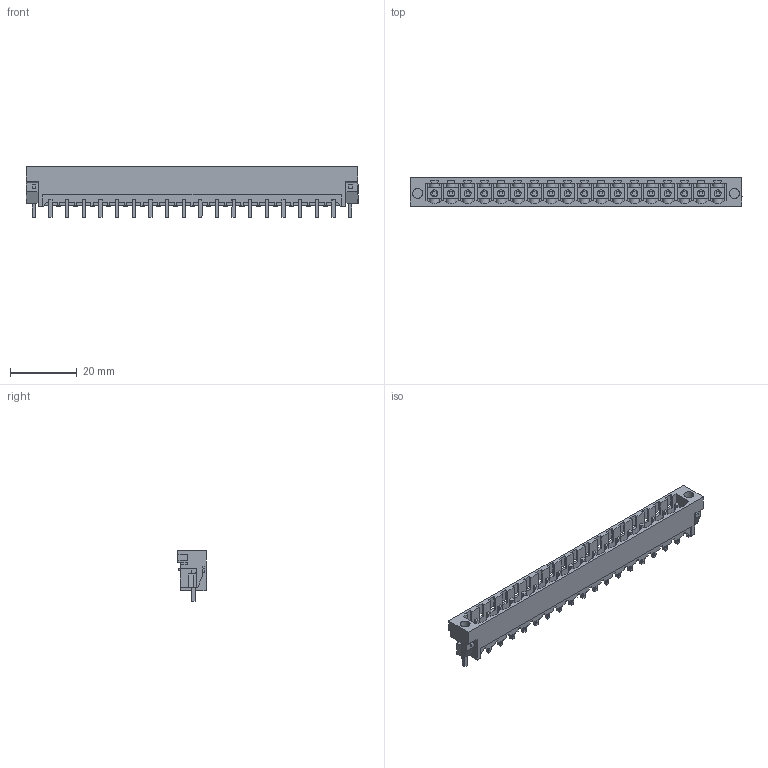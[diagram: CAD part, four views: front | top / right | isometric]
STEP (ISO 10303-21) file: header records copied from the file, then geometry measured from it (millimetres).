
FILE_DESCRIPTION(('CATIA V5 STEP Exchange','CAx-IF Rec.Pracs.--- Model Styling and Organization---1.2---2011-12-15'),'2;1');
FILE_NAME ('D1457172_0_1841550000_1841550000.stp','2018-04-12T04:48:07+00:00',('none'),('Weidmueller'),'CATIA Version 5-6 Release 2014','CATIA V5 STEP AP214','none');
FILE_SCHEMA(('AUTOMOTIVE_DESIGN { 1 0 10303 214 1 1 1 1 }'));
Length unit declared in the file: millimetre
Products named in the file (1): 1841550000
Bounding box: 99.6 x 8.43 x 15.2 mm (x, y, z)
Volume: 3728.4 mm3; surface area: 8660.4 mm2
Topology: 21 solids, 21 shells, 1214 faces, 3627 edges, 2421 vertices
Faces by surface type: plane 1018, cylinder 196
Entity records: 38250 total; most frequent: CARTESIAN_POINT 7809, ORIENTED_EDGE 7254, DIRECTION 4845, EDGE_CURVE 3627, VECTOR 3065, LINE 3065, VERTEX_POINT 2421, EDGE_LOOP 1256
